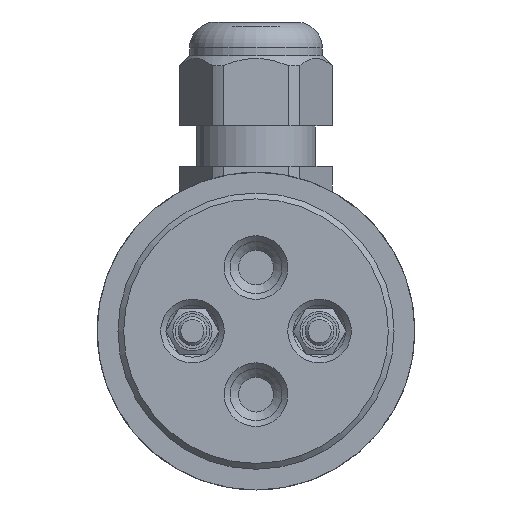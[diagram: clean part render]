
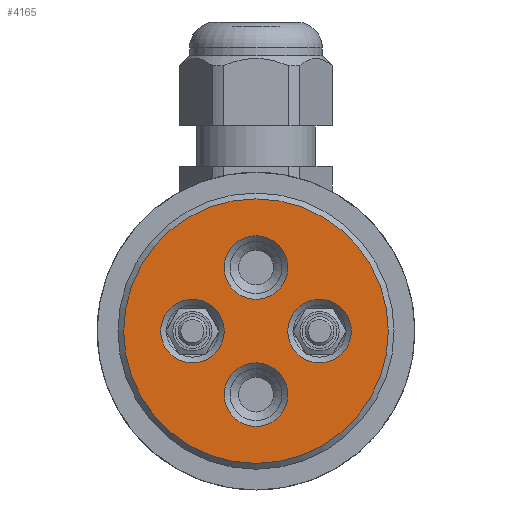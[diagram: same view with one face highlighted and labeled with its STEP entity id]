
A CAD part, left-side view. The second image highlights one B-rep face of the part: STEP entity #4165.
In plain terms, the highlighted planar face has unit normal (-1, 0, 0).
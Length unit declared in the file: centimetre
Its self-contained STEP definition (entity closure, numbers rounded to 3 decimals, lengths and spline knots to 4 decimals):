
#230=FACE_BOUND('',#772,.T.);
#231=FACE_BOUND('',#773,.T.);
#232=FACE_BOUND('',#774,.T.);
#233=FACE_BOUND('',#775,.T.);
#519=FACE_OUTER_BOUND('',#771,.T.);
#771=EDGE_LOOP('',(#3616));
#772=EDGE_LOOP('',(#3617,#3618));
#773=EDGE_LOOP('',(#3619,#3620));
#774=EDGE_LOOP('',(#3621,#3622));
#775=EDGE_LOOP('',(#3623,#3624));
#1047=CIRCLE('',#4643,0.55);
#1048=CIRCLE('',#4644,0.55);
#1050=CIRCLE('',#4648,0.55);
#1051=CIRCLE('',#4649,0.55);
#1060=CIRCLE('',#4663,0.55);
#1061=CIRCLE('',#4664,0.55);
#1069=CIRCLE('',#4676,2.29);
#1070=CIRCLE('',#4678,0.55);
#1071=CIRCLE('',#4679,0.55);
#1900=VERTEX_POINT('',#7290);
#1901=VERTEX_POINT('',#7292);
#1902=VERTEX_POINT('',#7298);
#1903=VERTEX_POINT('',#7300);
#1912=VERTEX_POINT('',#7327);
#1913=VERTEX_POINT('',#7329);
#1921=VERTEX_POINT('',#7352);
#1922=VERTEX_POINT('',#7356);
#1923=VERTEX_POINT('',#7357);
#2475=EDGE_CURVE('',#1901,#1900,#1047,.T.);
#2476=EDGE_CURVE('',#1900,#1901,#1048,.T.);
#2479=EDGE_CURVE('',#1903,#1902,#1050,.T.);
#2480=EDGE_CURVE('',#1902,#1903,#1051,.T.);
#2493=EDGE_CURVE('',#1913,#1912,#1060,.T.);
#2494=EDGE_CURVE('',#1912,#1913,#1061,.T.);
#2505=EDGE_CURVE('',#1921,#1921,#1069,.T.);
#2506=EDGE_CURVE('',#1922,#1923,#1070,.T.);
#2507=EDGE_CURVE('',#1923,#1922,#1071,.T.);
#3616=ORIENTED_EDGE('',*,*,#2505,.F.);
#3617=ORIENTED_EDGE('',*,*,#2506,.T.);
#3618=ORIENTED_EDGE('',*,*,#2507,.T.);
#3619=ORIENTED_EDGE('',*,*,#2475,.T.);
#3620=ORIENTED_EDGE('',*,*,#2476,.T.);
#3621=ORIENTED_EDGE('',*,*,#2479,.T.);
#3622=ORIENTED_EDGE('',*,*,#2480,.T.);
#3623=ORIENTED_EDGE('',*,*,#2493,.T.);
#3624=ORIENTED_EDGE('',*,*,#2494,.T.);
#3941=PLANE('',#4677);
#4165=ADVANCED_FACE('',(#519,#230,#231,#232,#233),#3941,.T.);
#4643=AXIS2_PLACEMENT_3D('',#7293,#5793,#5794);
#4644=AXIS2_PLACEMENT_3D('',#7294,#5795,#5796);
#4648=AXIS2_PLACEMENT_3D('',#7301,#5804,#5805);
#4649=AXIS2_PLACEMENT_3D('',#7302,#5806,#5807);
#4663=AXIS2_PLACEMENT_3D('',#7330,#5838,#5839);
#4664=AXIS2_PLACEMENT_3D('',#7331,#5840,#5841);
#4676=AXIS2_PLACEMENT_3D('',#7354,#5867,#5868);
#4677=AXIS2_PLACEMENT_3D('',#7355,#5869,#5870);
#4678=AXIS2_PLACEMENT_3D('',#7358,#5871,#5872);
#4679=AXIS2_PLACEMENT_3D('',#7359,#5873,#5874);
#5793=DIRECTION('center_axis',(1.,0.,0.));
#5794=DIRECTION('ref_axis',(0.,0.,1.));
#5795=DIRECTION('center_axis',(1.,0.,0.));
#5796=DIRECTION('ref_axis',(0.,0.,1.));
#5804=DIRECTION('center_axis',(1.,0.,0.));
#5805=DIRECTION('ref_axis',(0.,1.,0.));
#5806=DIRECTION('center_axis',(1.,0.,0.));
#5807=DIRECTION('ref_axis',(0.,1.,0.));
#5838=DIRECTION('center_axis',(1.,0.,0.));
#5839=DIRECTION('ref_axis',(0.,0.,-1.));
#5840=DIRECTION('center_axis',(1.,0.,0.));
#5841=DIRECTION('ref_axis',(0.,0.,-1.));
#5867=DIRECTION('center_axis',(1.,0.,0.));
#5868=DIRECTION('ref_axis',(0.,-1.,0.));
#5869=DIRECTION('center_axis',(-1.,0.,0.));
#5870=DIRECTION('ref_axis',(0.,0.,1.));
#5871=DIRECTION('center_axis',(1.,0.,0.));
#5872=DIRECTION('ref_axis',(0.,-1.,0.));
#5873=DIRECTION('center_axis',(1.,0.,0.));
#5874=DIRECTION('ref_axis',(0.,-1.,0.));
#7290=CARTESIAN_POINT('',(-2.7417,0.0223,0.55));
#7292=CARTESIAN_POINT('',(-2.7417,0.0223,1.65));
#7293=CARTESIAN_POINT('Origin',(-2.7417,0.0223,1.1));
#7294=CARTESIAN_POINT('Origin',(-2.7417,0.0223,1.1));
#7298=CARTESIAN_POINT('',(-2.7417,0.5723,0.));
#7300=CARTESIAN_POINT('',(-2.7417,1.6723,0.));
#7301=CARTESIAN_POINT('Origin',(-2.7417,1.1223,0.));
#7302=CARTESIAN_POINT('Origin',(-2.7417,1.1223,0.));
#7327=CARTESIAN_POINT('',(-2.7417,0.0223,-0.55));
#7329=CARTESIAN_POINT('',(-2.7417,0.0223,-1.65));
#7330=CARTESIAN_POINT('Origin',(-2.7417,0.0223,-1.1));
#7331=CARTESIAN_POINT('Origin',(-2.7417,0.0223,-1.1));
#7352=CARTESIAN_POINT('',(-2.7417,2.3123,0.));
#7354=CARTESIAN_POINT('Origin',(-2.7417,0.0223,0.));
#7355=CARTESIAN_POINT('Origin',(-2.7417,2.4123,0.));
#7356=CARTESIAN_POINT('',(-2.7417,-1.6277,0.));
#7357=CARTESIAN_POINT('',(-2.7417,-0.5277,0.));
#7358=CARTESIAN_POINT('Origin',(-2.7417,-1.0777,0.));
#7359=CARTESIAN_POINT('Origin',(-2.7417,-1.0777,0.));
